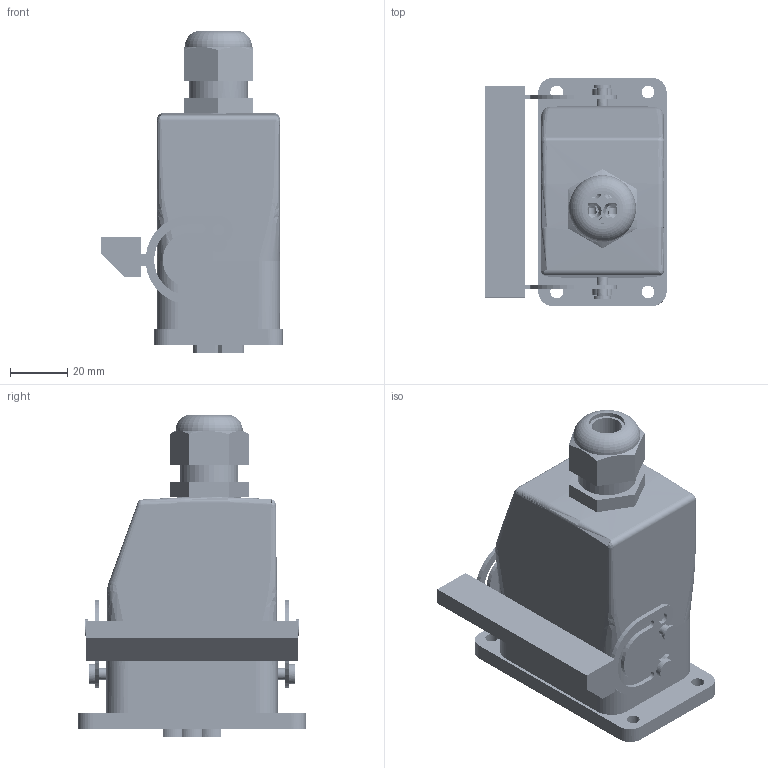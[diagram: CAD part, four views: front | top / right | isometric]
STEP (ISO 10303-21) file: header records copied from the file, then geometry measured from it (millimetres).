
FILE_DESCRIPTION(('CATIA V5 STEP Exchange','CAx-IF Rec.Pracs.--- Model Styling and Organization---1.5--- 2016-08-15','CAx-IF Rec.Pracs.---Supplemental Geometry---1.0---2011-11-01','CAx-IF Rec.Pracs.--- Composite Materials ---1.1---2010-07-15'),'2;1');
FILE_NAME ('022155-2_1', '2025-08-25T05:37:03+00:00', ('none'), ('Weidmueller'), 'CATIA Version 5-6 Release 2024 SP4', 'CATIA V5 STEP AP214 v3', 'none');
FILE_SCHEMA(('AUTOMOTIVE_DESIGN { 1 0 10303 214 1 1 1 1 }'));
Products named in the file (1): 1802740000
Bounding box: 63.5 x 80 x 113 mm (x, y, z)
Volume: 129908.7 mm3; surface area: 99756.4 mm2
Topology: 1 solids, 23 shells, 6082 faces, 18902 edges, 12279 vertices
Faces by surface type: plane 3440, cylinder 1454, cone 630, torus 348, bspline 98, sphere 84, extrusion 20, revolution 8
Entity records: 222677 total; most frequent: CARTESIAN_POINT 69614, ORIENTED_EDGE 37384, DIRECTION 23219, EDGE_CURVE 18692, VERTEX_POINT 12279, VECTOR 10685, LINE 10665, AXIS2_PLACEMENT_3D 8206
